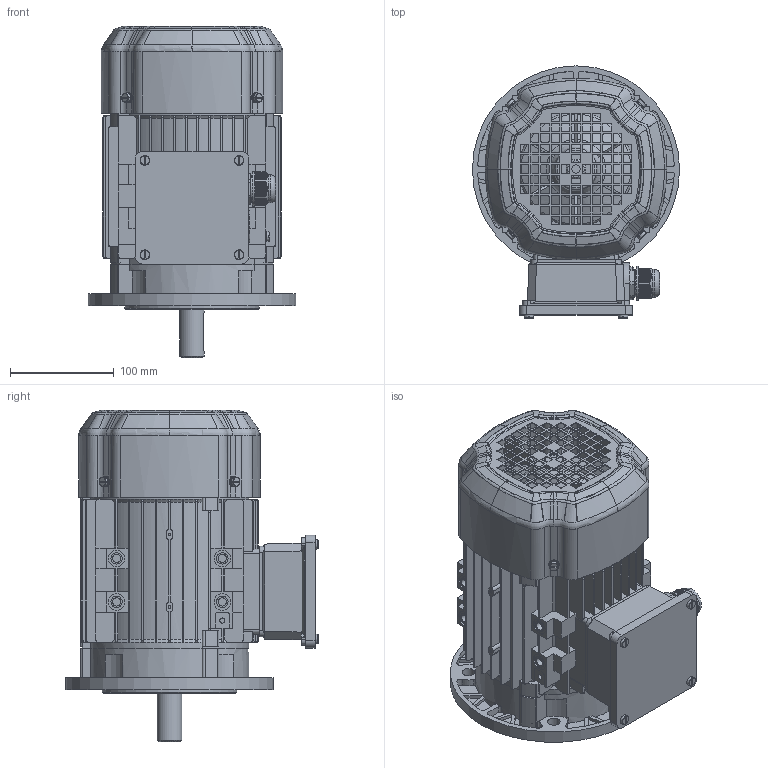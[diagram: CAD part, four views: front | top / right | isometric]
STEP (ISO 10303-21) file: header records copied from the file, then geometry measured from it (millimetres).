
FILE_DESCRIPTION(/* description */ (''),/* implementation_level */ '2;1');
FILE_NAME(/* name */ 'JL3-90S-B5.stp',/* time_stamp */ '2014-09-07T13:54:58+08:00',/* author */ (''),/* organization */ (''),/* preprocessor_version */ 'ST-DEVELOPER v14',/* originating_system */ 'SIEMENS PLM Software NX 8.0',/* authorisation */ '');
FILE_SCHEMA (('AUTOMOTIVE_DESIGN { 1 0 10303 214 3 1 1 1 }'));
Products named in the file (1): jl0F2042CBi9df
Bounding box: 200 x 243.5 x 320 mm (x, y, z)
Volume: 1342472.2 mm3; surface area: 814555.6 mm2
Topology: 43 solids, 43 shells, 3620 faces, 9925 edges, 6493 vertices
Faces by surface type: plane 1892, cylinder 1083, bspline 332, cone 168, torus 145
Full cylindrical faces by diameter (mm): 2.5 x4, 4 x11, 4.48 x9, 4.8 x4, 5 x25, 5.3 x5, 5.35 x3, 5.8 x14, 6 x12, 7 x9, 8 x14, 10 x8, 11 x12, 12 x11, 16 x12, 17.188 x1, 17.9 x1, 18.2 x1, 19.2 x3, 20.312 x3, 23 x1, 23.438 x10, 24 x3, 24.219 x6, 25 x24, 25.781 x6, 26.562 x6, 26.953 x1, 30 x1, 32 x1
Entity records: 163712 total; most frequent: CARTESIAN_POINT 76953, ORIENTED_EDGE 18700, DIRECTION 16437, EDGE_CURVE 9350, VERTEX_POINT 6271, AXIS2_PLACEMENT_3D 5847, LINE 4743, VECTOR 4743
